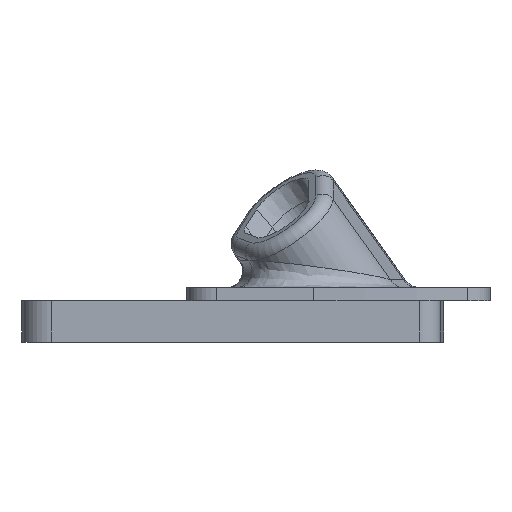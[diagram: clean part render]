
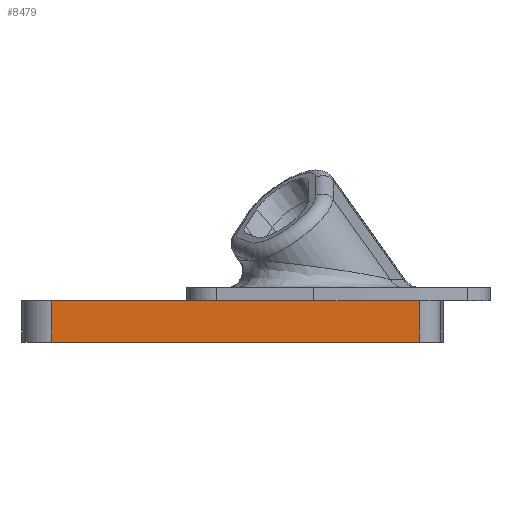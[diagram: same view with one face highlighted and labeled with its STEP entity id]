
A CAD part, left-side view. The second image highlights one B-rep face of the part: STEP entity #8479.
In plain terms, the highlighted planar face has unit normal (-1, 0, 0).
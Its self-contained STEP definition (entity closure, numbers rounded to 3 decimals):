
#4300 = PLANE('',#4301);
#4301 = AXIS2_PLACEMENT_3D('',#4302,#4303,#4304);
#4302 = CARTESIAN_POINT('',(0.,0.,-1.6));
#4303 = DIRECTION('',(0.,0.,1.));
#4304 = DIRECTION('',(1.,0.,0.));
#4763 = VERTEX_POINT('',#4764);
#4764 = CARTESIAN_POINT('',(-72.8,18.4,-1.6));
#4778 = PLANE('',#4779);
#4779 = AXIS2_PLACEMENT_3D('',#4780,#4781,#4782);
#4780 = CARTESIAN_POINT('',(0.,12.8,-1.6));
#4781 = DIRECTION('',(0.,0.,-1.));
#4782 = DIRECTION('',(-1.,0.,0.));
#6795 = EDGE_CURVE('',#4763,#6796,#6798,.T.);
#6796 = VERTEX_POINT('',#6797);
#6797 = CARTESIAN_POINT('',(-72.8,-9.8,-1.6));
#6798 = SURFACE_CURVE('',#6799,(#6803,#6810),.PCURVE_S1.);
#6799 = LINE('',#6800,#6801);
#6800 = CARTESIAN_POINT('',(-72.8,-4.9,-1.6));
#6801 = VECTOR('',#6802,1.);
#6802 = DIRECTION('',(0.,-1.,0.));
#6803 = PCURVE('',#4300,#6804);
#6804 = DEFINITIONAL_REPRESENTATION('',(#6805),#6809);
#6805 = LINE('',#6806,#6807);
#6806 = CARTESIAN_POINT('',(-72.8,-4.9));
#6807 = VECTOR('',#6808,1.);
#6808 = DIRECTION('',(0.,-1.));
#6809 = ( GEOMETRIC_REPRESENTATION_CONTEXT(2) 
PARAMETRIC_REPRESENTATION_CONTEXT() REPRESENTATION_CONTEXT('2D SPACE',''
  ) );
#6810 = PCURVE('',#6811,#6816);
#6811 = PLANE('',#6812);
#6812 = AXIS2_PLACEMENT_3D('',#6813,#6814,#6815);
#6813 = CARTESIAN_POINT('',(-72.8,-9.8,-1.6));
#6814 = DIRECTION('',(-1.,0.,0.));
#6815 = DIRECTION('',(0.,1.,0.));
#6816 = DEFINITIONAL_REPRESENTATION('',(#6817),#6821);
#6817 = LINE('',#6818,#6819);
#6818 = CARTESIAN_POINT('',(4.9,0.));
#6819 = VECTOR('',#6820,1.);
#6820 = DIRECTION('',(-1.,0.));
#6821 = ( GEOMETRIC_REPRESENTATION_CONTEXT(2) 
PARAMETRIC_REPRESENTATION_CONTEXT() REPRESENTATION_CONTEXT('2D SPACE',''
  ) );
#6840 = CYLINDRICAL_SURFACE('',#6841,2.6);
#6841 = AXIS2_PLACEMENT_3D('',#6842,#6843,#6844);
#6842 = CARTESIAN_POINT('',(-70.2,-9.8,-1.6));
#6843 = DIRECTION('',(0.,0.,-1.));
#6844 = DIRECTION('',(0.,-1.,0.));
#7146 = VERTEX_POINT('',#7147);
#7147 = CARTESIAN_POINT('',(-72.8,34.8,-1.6));
#7162 = CYLINDRICAL_SURFACE('',#7163,3.6);
#7163 = AXIS2_PLACEMENT_3D('',#7164,#7165,#7166);
#7164 = CARTESIAN_POINT('',(-69.2,34.8,-1.6));
#7165 = DIRECTION('',(0.,0.,-1.));
#7166 = DIRECTION('',(-1.,0.,0.));
#7174 = EDGE_CURVE('',#4763,#7146,#7175,.T.);
#7175 = SURFACE_CURVE('',#7176,(#7180,#7187),.PCURVE_S1.);
#7176 = LINE('',#7177,#7178);
#7177 = CARTESIAN_POINT('',(-72.8,-9.8,-1.6));
#7178 = VECTOR('',#7179,1.);
#7179 = DIRECTION('',(0.,1.,0.));
#7180 = PCURVE('',#4778,#7181);
#7181 = DEFINITIONAL_REPRESENTATION('',(#7182),#7186);
#7182 = LINE('',#7183,#7184);
#7183 = CARTESIAN_POINT('',(72.8,-22.6));
#7184 = VECTOR('',#7185,1.);
#7185 = DIRECTION('',(0.,1.));
#7186 = ( GEOMETRIC_REPRESENTATION_CONTEXT(2) 
PARAMETRIC_REPRESENTATION_CONTEXT() REPRESENTATION_CONTEXT('2D SPACE',''
  ) );
#7187 = PCURVE('',#6811,#7188);
#7188 = DEFINITIONAL_REPRESENTATION('',(#7189),#7193);
#7189 = LINE('',#7190,#7191);
#7190 = CARTESIAN_POINT('',(0.,0.));
#7191 = VECTOR('',#7192,1.);
#7192 = DIRECTION('',(1.,0.));
#7193 = ( GEOMETRIC_REPRESENTATION_CONTEXT(2) 
PARAMETRIC_REPRESENTATION_CONTEXT() REPRESENTATION_CONTEXT('2D SPACE',''
  ) );
#8479 = ADVANCED_FACE('',(#8480),#6811,.T.);
#8480 = FACE_BOUND('',#8481,.T.);
#8481 = EDGE_LOOP('',(#8482,#8483,#8484,#8507,#8535));
#8482 = ORIENTED_EDGE('',*,*,#6795,.F.);
#8483 = ORIENTED_EDGE('',*,*,#7174,.T.);
#8484 = ORIENTED_EDGE('',*,*,#8485,.T.);
#8485 = EDGE_CURVE('',#7146,#8486,#8488,.T.);
#8486 = VERTEX_POINT('',#8487);
#8487 = CARTESIAN_POINT('',(-72.8,34.8,-6.6));
#8488 = SURFACE_CURVE('',#8489,(#8493,#8500),.PCURVE_S1.);
#8489 = LINE('',#8490,#8491);
#8490 = CARTESIAN_POINT('',(-72.8,34.8,-1.6));
#8491 = VECTOR('',#8492,1.);
#8492 = DIRECTION('',(0.,0.,-1.));
#8493 = PCURVE('',#6811,#8494);
#8494 = DEFINITIONAL_REPRESENTATION('',(#8495),#8499);
#8495 = LINE('',#8496,#8497);
#8496 = CARTESIAN_POINT('',(44.6,0.));
#8497 = VECTOR('',#8498,1.);
#8498 = DIRECTION('',(0.,1.));
#8499 = ( GEOMETRIC_REPRESENTATION_CONTEXT(2) 
PARAMETRIC_REPRESENTATION_CONTEXT() REPRESENTATION_CONTEXT('2D SPACE',''
  ) );
#8500 = PCURVE('',#7162,#8501);
#8501 = DEFINITIONAL_REPRESENTATION('',(#8502),#8506);
#8502 = LINE('',#8503,#8504);
#8503 = CARTESIAN_POINT('',(0.,0.));
#8504 = VECTOR('',#8505,1.);
#8505 = DIRECTION('',(0.,1.));
#8506 = ( GEOMETRIC_REPRESENTATION_CONTEXT(2) 
PARAMETRIC_REPRESENTATION_CONTEXT() REPRESENTATION_CONTEXT('2D SPACE',''
  ) );
#8507 = ORIENTED_EDGE('',*,*,#8508,.F.);
#8508 = EDGE_CURVE('',#8509,#8486,#8511,.T.);
#8509 = VERTEX_POINT('',#8510);
#8510 = CARTESIAN_POINT('',(-72.8,-9.8,-6.6));
#8511 = SURFACE_CURVE('',#8512,(#8516,#8523),.PCURVE_S1.);
#8512 = LINE('',#8513,#8514);
#8513 = CARTESIAN_POINT('',(-72.8,-9.8,-6.6));
#8514 = VECTOR('',#8515,1.);
#8515 = DIRECTION('',(0.,1.,0.));
#8516 = PCURVE('',#6811,#8517);
#8517 = DEFINITIONAL_REPRESENTATION('',(#8518),#8522);
#8518 = LINE('',#8519,#8520);
#8519 = CARTESIAN_POINT('',(0.,5.));
#8520 = VECTOR('',#8521,1.);
#8521 = DIRECTION('',(1.,0.));
#8522 = ( GEOMETRIC_REPRESENTATION_CONTEXT(2) 
PARAMETRIC_REPRESENTATION_CONTEXT() REPRESENTATION_CONTEXT('2D SPACE',''
  ) );
#8523 = PCURVE('',#8524,#8529);
#8524 = PLANE('',#8525);
#8525 = AXIS2_PLACEMENT_3D('',#8526,#8527,#8528);
#8526 = CARTESIAN_POINT('',(0.,12.8,-6.6));
#8527 = DIRECTION('',(0.,0.,-1.));
#8528 = DIRECTION('',(-1.,0.,0.));
#8529 = DEFINITIONAL_REPRESENTATION('',(#8530),#8534);
#8530 = LINE('',#8531,#8532);
#8531 = CARTESIAN_POINT('',(72.8,-22.6));
#8532 = VECTOR('',#8533,1.);
#8533 = DIRECTION('',(0.,1.));
#8534 = ( GEOMETRIC_REPRESENTATION_CONTEXT(2) 
PARAMETRIC_REPRESENTATION_CONTEXT() REPRESENTATION_CONTEXT('2D SPACE',''
  ) );
#8535 = ORIENTED_EDGE('',*,*,#8536,.F.);
#8536 = EDGE_CURVE('',#6796,#8509,#8537,.T.);
#8537 = SURFACE_CURVE('',#8538,(#8542,#8549),.PCURVE_S1.);
#8538 = LINE('',#8539,#8540);
#8539 = CARTESIAN_POINT('',(-72.8,-9.8,-1.6));
#8540 = VECTOR('',#8541,1.);
#8541 = DIRECTION('',(0.,0.,-1.));
#8542 = PCURVE('',#6811,#8543);
#8543 = DEFINITIONAL_REPRESENTATION('',(#8544),#8548);
#8544 = LINE('',#8545,#8546);
#8545 = CARTESIAN_POINT('',(0.,0.));
#8546 = VECTOR('',#8547,1.);
#8547 = DIRECTION('',(0.,1.));
#8548 = ( GEOMETRIC_REPRESENTATION_CONTEXT(2) 
PARAMETRIC_REPRESENTATION_CONTEXT() REPRESENTATION_CONTEXT('2D SPACE',''
  ) );
#8549 = PCURVE('',#6840,#8550);
#8550 = DEFINITIONAL_REPRESENTATION('',(#8551),#8555);
#8551 = LINE('',#8552,#8553);
#8552 = CARTESIAN_POINT('',(1.571,0.));
#8553 = VECTOR('',#8554,1.);
#8554 = DIRECTION('',(0.,1.));
#8555 = ( GEOMETRIC_REPRESENTATION_CONTEXT(2) 
PARAMETRIC_REPRESENTATION_CONTEXT() REPRESENTATION_CONTEXT('2D SPACE',''
  ) );
